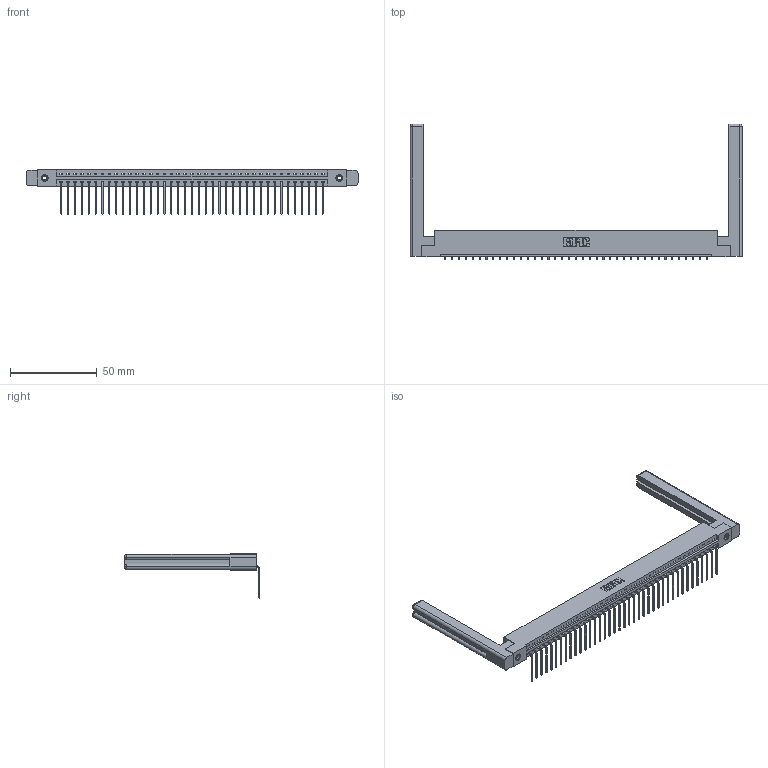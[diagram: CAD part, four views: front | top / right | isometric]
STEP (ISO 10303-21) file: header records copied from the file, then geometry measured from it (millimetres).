
FILE_DESCRIPTION (( 'STEP AP203' ), '1' );
FILE_NAME ('387-039-559-158.STEP', '2019-10-04T18:12:01', ( '' ), ( '' ), 'SwSTEP 2.0', 'SolidWorks 2016', '' );
FILE_SCHEMA (( 'CONFIG_CONTROL_DESIGN' ));
Length unit declared in the file: inch
Products named in the file (5): 307-220-058; 387-039-559-158; 337 Part_Flush Mounting Lugs - 0.156 Dia-TI; 345-250-001_345-250-001-102; 345-292-001_558 559 Tail - 1
Assembly tree (44 placements, depth 2):
  387-039-559-158
    337 Part_Flush Mounting Lugs - 0.156 Dia-TI
    345-292-001_558 559 Tail - 1  x39
    345-250-001_345-250-001-102  x2
    307-220-058  x2
Bounding box: 191.16 x 78.17 x 25.53 mm (x, y, z)
Volume: 27122.5 mm3; surface area: 26620.7 mm2
Topology: 44 solids, 44 shells, 2752 faces, 8231 edges, 5422 vertices
Faces by surface type: plane 2026, cylinder 702, cone 12, torus 12
Entity records: 32096 total; most frequent: CARTESIAN_POINT 5590, ORIENTED_EDGE 5504, DIRECTION 4730, EDGE_CURVE 2752, LINE 2576, VECTOR 2576, VERTEX_POINT 1826, AXIS2_PLACEMENT_3D 1077
